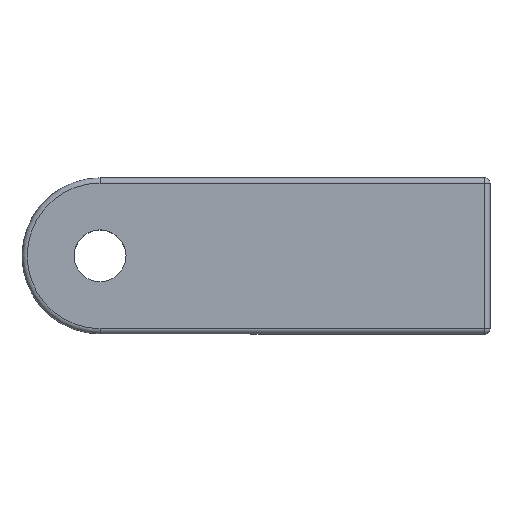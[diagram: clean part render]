
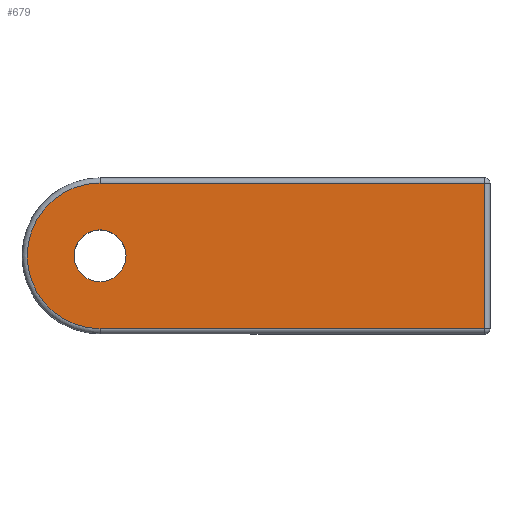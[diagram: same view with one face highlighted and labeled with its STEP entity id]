
A CAD part, top view. The second image highlights one B-rep face of the part: STEP entity #679.
In plain terms, the highlighted planar face has unit normal (0, 0, 1).
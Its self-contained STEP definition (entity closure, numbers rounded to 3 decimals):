
#17 = CIRCLE ( 'NONE', #242, 10. ) ;
#18 = FACE_BOUND ( 'NONE', #903, .T. ) ;
#59 = PLANE ( 'NONE',  #1060 ) ;
#61 = CIRCLE ( 'NONE', #480, 10. ) ;
#93 = CARTESIAN_POINT ( 'NONE',  ( -150., 0., 60. ) ) ;
#94 = EDGE_CURVE ( 'NONE', #271, #167, #855, .T. ) ;
#105 = CARTESIAN_POINT ( 'NONE',  ( -150., 28., 60. ) ) ;
#106 = EDGE_CURVE ( 'NONE', #576, #271, #871, .T. ) ;
#140 = DIRECTION ( 'NONE',  ( 0., 0., 1. ) ) ;
#154 = DIRECTION ( 'NONE',  ( 1., 0., 0. ) ) ;
#158 = CARTESIAN_POINT ( 'NONE',  ( -150., 0., 60. ) ) ;
#167 = VERTEX_POINT ( 'NONE', #978 ) ;
#169 = CARTESIAN_POINT ( 'NONE',  ( -150., 0., 60. ) ) ;
#179 = CARTESIAN_POINT ( 'NONE',  ( -150., 28., 60. ) ) ;
#242 = AXIS2_PLACEMENT_3D ( 'NONE', #316, #140, #1194 ) ;
#248 = ORIENTED_EDGE ( 'NONE', *, *, #703, .F. ) ;
#253 = ORIENTED_EDGE ( 'NONE', *, *, #810, .T. ) ;
#261 = VECTOR ( 'NONE', #1128, 1000. ) ;
#263 = DIRECTION ( 'NONE',  ( 0., 0., 1. ) ) ;
#271 = VERTEX_POINT ( 'NONE', #105 ) ;
#274 = CARTESIAN_POINT ( 'NONE',  ( -2., -28., 60. ) ) ;
#275 = AXIS2_PLACEMENT_3D ( 'NONE', #158, #1138, #824 ) ;
#316 = CARTESIAN_POINT ( 'NONE',  ( -150., 0., 60. ) ) ;
#326 = EDGE_CURVE ( 'NONE', #476, #574, #17, .T. ) ;
#367 = DIRECTION ( 'NONE',  ( 1., 0., 0. ) ) ;
#378 = DIRECTION ( 'NONE',  ( -1., 0., 0. ) ) ;
#419 = LINE ( 'NONE', #1207, #785 ) ;
#433 = CARTESIAN_POINT ( 'NONE',  ( -2., 28., 60. ) ) ;
#437 = CARTESIAN_POINT ( 'NONE',  ( -2., 30., 60. ) ) ;
#476 = VERTEX_POINT ( 'NONE', #517 ) ;
#480 = AXIS2_PLACEMENT_3D ( 'NONE', #93, #952, #1262 ) ;
#513 = ORIENTED_EDGE ( 'NONE', *, *, #94, .T. ) ;
#516 = EDGE_CURVE ( 'NONE', #167, #1012, #419, .T. ) ;
#517 = CARTESIAN_POINT ( 'NONE',  ( -140., 0., 60. ) ) ;
#574 = VERTEX_POINT ( 'NONE', #905 ) ;
#576 = VERTEX_POINT ( 'NONE', #433 ) ;
#614 = VECTOR ( 'NONE', #378, 1000. ) ;
#626 = FACE_OUTER_BOUND ( 'NONE', #761, .T. ) ;
#679 = ADVANCED_FACE ( 'NONE', ( #626, #18 ), #59, .T. ) ;
#703 = EDGE_CURVE ( 'NONE', #574, #476, #61, .T. ) ;
#761 = EDGE_LOOP ( 'NONE', ( #513, #819, #253, #1000 ) ) ;
#785 = VECTOR ( 'NONE', #154, 1000. ) ;
#804 = ORIENTED_EDGE ( 'NONE', *, *, #326, .F. ) ;
#810 = EDGE_CURVE ( 'NONE', #1012, #576, #1042, .T. ) ;
#819 = ORIENTED_EDGE ( 'NONE', *, *, #516, .T. ) ;
#824 = DIRECTION ( 'NONE',  ( 1., 0., 0. ) ) ;
#855 = CIRCLE ( 'NONE', #275, 28. ) ;
#871 = LINE ( 'NONE', #179, #614 ) ;
#903 = EDGE_LOOP ( 'NONE', ( #248, #804 ) ) ;
#905 = CARTESIAN_POINT ( 'NONE',  ( -160., 0., 60. ) ) ;
#952 = DIRECTION ( 'NONE',  ( 0., 0., 1. ) ) ;
#978 = CARTESIAN_POINT ( 'NONE',  ( -150., -28., 60. ) ) ;
#1000 = ORIENTED_EDGE ( 'NONE', *, *, #106, .T. ) ;
#1012 = VERTEX_POINT ( 'NONE', #274 ) ;
#1042 = LINE ( 'NONE', #437, #261 ) ;
#1060 = AXIS2_PLACEMENT_3D ( 'NONE', #169, #263, #367 ) ;
#1128 = DIRECTION ( 'NONE',  ( 0., 1., 0. ) ) ;
#1138 = DIRECTION ( 'NONE',  ( 0., 0., 1. ) ) ;
#1194 = DIRECTION ( 'NONE',  ( 1., 0., 0. ) ) ;
#1207 = CARTESIAN_POINT ( 'NONE',  ( 0., -28., 60. ) ) ;
#1262 = DIRECTION ( 'NONE',  ( 1., 0., 0. ) ) ;
